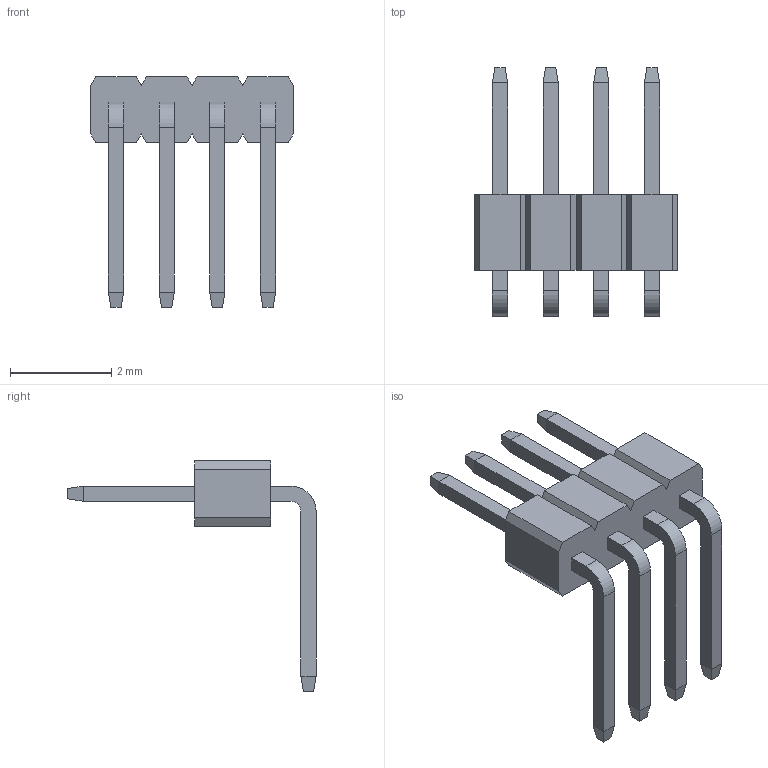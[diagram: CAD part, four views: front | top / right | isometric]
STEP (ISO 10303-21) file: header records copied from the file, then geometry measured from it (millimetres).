
FILE_DESCRIPTION((''),'2;1');
FILE_NAME('FPH10026-D60S1014150520B','2023-07-25T',('工程三'),(''),'PRO/ENGINEER BY PARAMETRIC TECHNOLOGY CORPORATION, 2010280','PRO/ENGINEER BY PARAMETRIC TECHNOLOGY CORPORATION, 2010280','');
FILE_SCHEMA(('CONFIG_CONTROL_DESIGN'));
Length unit declared in the file: millimetre
Products named in the file (1): FPH10026-D60S1014150520B
Bounding box: 4 x 4.9 x 4.55 mm (x, y, z)
Volume: 10 mm3; surface area: 60.1 mm2
Topology: 1 solids, 1 shells, 116 faces, 286 edges, 180 vertices
Faces by surface type: plane 108, cylinder 8
Entity records: 3368 total; most frequent: CARTESIAN_POINT 582, ORIENTED_EDGE 572, DIRECTION 534, EDGE_CURVE 286, VECTOR 270, LINE 270, VERTEX_POINT 180, AXIS2_PLACEMENT_3D 132
